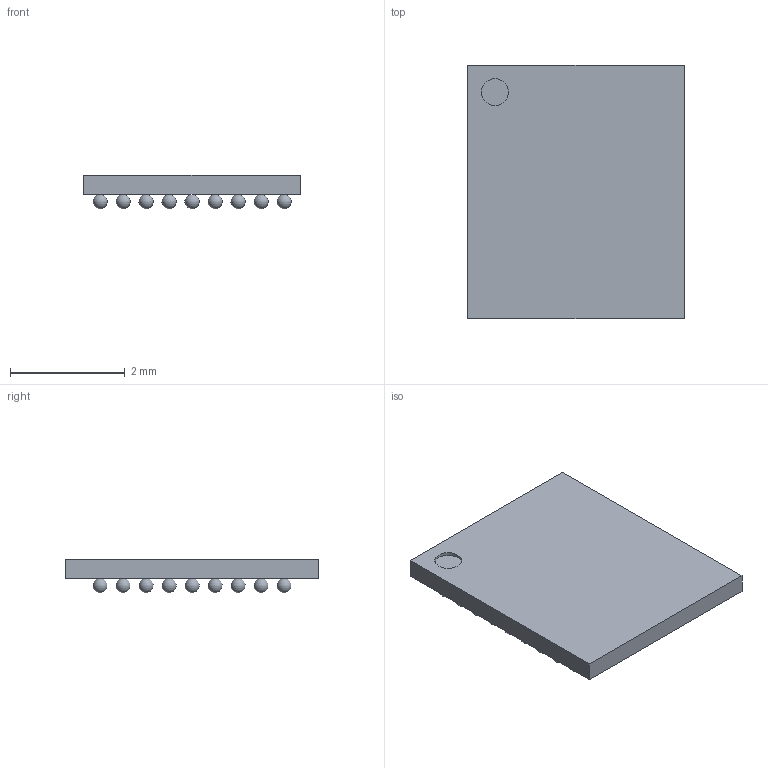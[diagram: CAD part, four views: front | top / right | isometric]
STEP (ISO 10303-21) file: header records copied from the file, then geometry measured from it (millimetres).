
FILE_DESCRIPTION(('FreeCAD Model'),'2;1');
FILE_NAME('243399.1.1.stp','2020-04-08T01:47:44',( 'Author'),(''),'Open CASCADE STEP processor 6.9','FreeCAD','Unknown' );
FILE_SCHEMA(('AUTOMOTIVE_DESIGN { 1 0 10303 214 1 1 1 1 }'));
Length unit declared in the file: millimetre
Products named in the file (74): ASSEMBLY; A1; A2; A3; A4; A5; A6; A7; A8; A9; B1; B2; B3; B4; B5; B6; B7; B8; B9; C1; C2; C3; C4; C5; C6; C7; C8; C9; D1; D2; D3; D7; D8; D9; E1; E2; E3; E7; E8; E9 ...
Assembly tree (73 placements, depth 2):
  ASSEMBLY
    A1
    A2
    A3
    A4
    A5
    A6
    A7
    A8
    A9
    B1
    B2
    B3
    B4
    B5
    B6
    B7
    B8
    B9
    C1
    C2
    C3
    C4
    C5
    C6
    C7
    C8
    C9
    D1
    D2
    D3
    D7
    D8
    D9
    E1
    E2
    E3
    E7
    E8
    E9
    F1
    F2
    F3
    F7
    F8
    F9
    G1
    G2
    G3
    G4
    G5
    G6
    G7
    G8
    G9
    H1
    H2
    H3
    H4
    H5
Bounding box: 3.76 x 4.41 x 0.58 mm (x, y, z)
Volume: 6.1 mm3; surface area: 52.8 mm2
Topology: 73 solids, 73 shells, 80 faces, 231 edges, 154 vertices
Faces by surface type: sphere 72, plane 7, cylinder 1
Full cylindrical faces by diameter (mm): 0.47 x1
Entity records: 3316 total; most frequent: DIRECTION 355, CARTESIAN_POINT 281, AXIS2_PLACEMENT_3D 156, PRODUCT_DEFINITION_SHAPE 147, VERTEX_POINT 82, FACE_BOUND 81, ADVANCED_FACE 80, SHAPE_DEFINITION_REPRESENTATION 74
